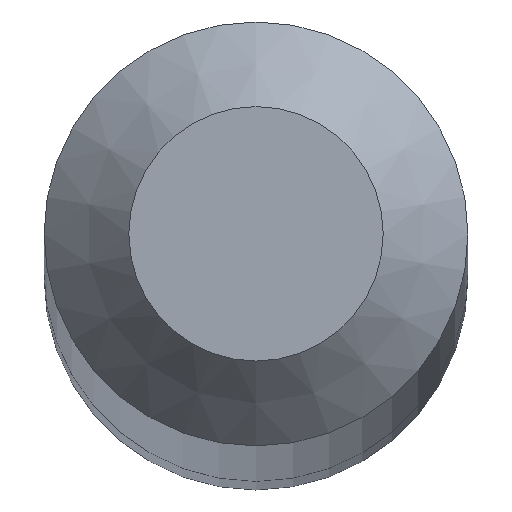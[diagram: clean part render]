
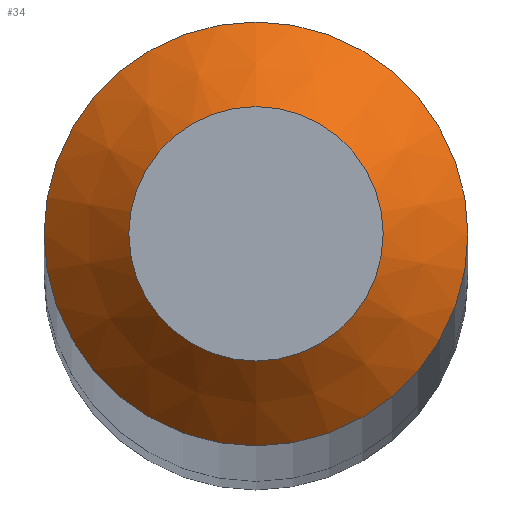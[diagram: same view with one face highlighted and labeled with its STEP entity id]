
A CAD part, top view. The second image highlights one B-rep face of the part: STEP entity #34.
In plain terms, the highlighted conical face has half-angle 45 degrees and reference radius 0.15 mm.
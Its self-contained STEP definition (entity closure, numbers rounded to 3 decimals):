
#2 = CONICAL_SURFACE ( 'NONE', #121, 0.15, 0.785 ) ;
#6 = CARTESIAN_POINT ( 'NONE',  ( 0., 0.25, 29.9 ) ) ;
#8 = CARTESIAN_POINT ( 'NONE',  ( 0., 0., 30. ) ) ;
#19 = DIRECTION ( 'NONE',  ( 0., 1., 0. ) ) ;
#24 = FACE_BOUND ( 'NONE', #100, .T. ) ;
#27 = CARTESIAN_POINT ( 'NONE',  ( 0., 0., 29.9 ) ) ;
#34 = ADVANCED_FACE ( 'NONE', ( #88, #24 ), #2, .T. ) ;
#36 = VERTEX_POINT ( 'NONE', #165 ) ;
#47 = AXIS2_PLACEMENT_3D ( 'NONE', #8, #156, #19 ) ;
#58 = VERTEX_POINT ( 'NONE', #6 ) ;
#72 = DIRECTION ( 'NONE',  ( 0., 1., 0. ) ) ;
#78 = EDGE_CURVE ( 'NONE', #58, #58, #91, .T. ) ;
#88 = FACE_OUTER_BOUND ( 'NONE', #182, .T. ) ;
#91 = CIRCLE ( 'NONE', #142, 0.25 ) ;
#92 = DIRECTION ( 'NONE',  ( 0., 0., -1. ) ) ;
#100 = EDGE_LOOP ( 'NONE', ( #130 ) ) ;
#101 = ORIENTED_EDGE ( 'NONE', *, *, #78, .F. ) ;
#109 = DIRECTION ( 'NONE',  ( 0., 1., 0. ) ) ;
#114 = EDGE_CURVE ( 'NONE', #36, #36, #128, .T. ) ;
#117 = DIRECTION ( 'NONE',  ( 0., 0., -1. ) ) ;
#121 = AXIS2_PLACEMENT_3D ( 'NONE', #150, #117, #72 ) ;
#128 = CIRCLE ( 'NONE', #47, 0.15 ) ;
#130 = ORIENTED_EDGE ( 'NONE', *, *, #114, .T. ) ;
#142 = AXIS2_PLACEMENT_3D ( 'NONE', #27, #92, #109 ) ;
#150 = CARTESIAN_POINT ( 'NONE',  ( 0., 0., 30. ) ) ;
#156 = DIRECTION ( 'NONE',  ( 0., 0., -1. ) ) ;
#165 = CARTESIAN_POINT ( 'NONE',  ( 0., 0.15, 30. ) ) ;
#182 = EDGE_LOOP ( 'NONE', ( #101 ) ) ;
